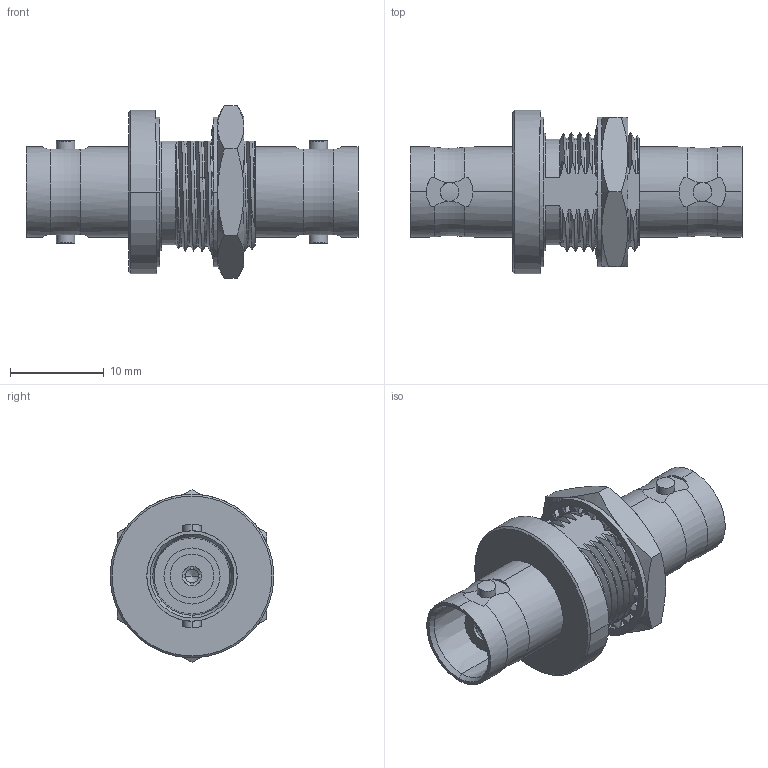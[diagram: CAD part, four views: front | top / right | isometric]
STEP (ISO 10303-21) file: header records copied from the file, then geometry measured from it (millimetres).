
FILE_DESCRIPTION((''),'2;1');
FILE_NAME('112435_SW0001','2020-09-10T17:50:14',('Clement'),(''),'CREO PARAMETRIC BY PTC INC, 2019444','CREO PARAMETRIC BY PTC INC, 2019444','');
FILE_SCHEMA(('CONFIG_CONTROL_DESIGN'));
Length unit declared in the file: millimetre
Products named in the file (1): 112435_SW0001
Bounding box: 35.5 x 17.5 x 18.48 mm (x, y, z)
Volume: 3017.1 mm3; surface area: 3141.4 mm2
Topology: 1 solids, 1 shells, 350 faces, 1022 edges, 677 vertices
Faces by surface type: bspline 124, plane 99, cylinder 85, cone 38, torus 4
Entity records: 19075 total; most frequent: CARTESIAN_POINT 10514, ORIENTED_EDGE 2036, DIRECTION 1393, EDGE_CURVE 1018, VERTEX_POINT 677, VECTOR 493, LINE 493, AXIS2_PLACEMENT_3D 450
